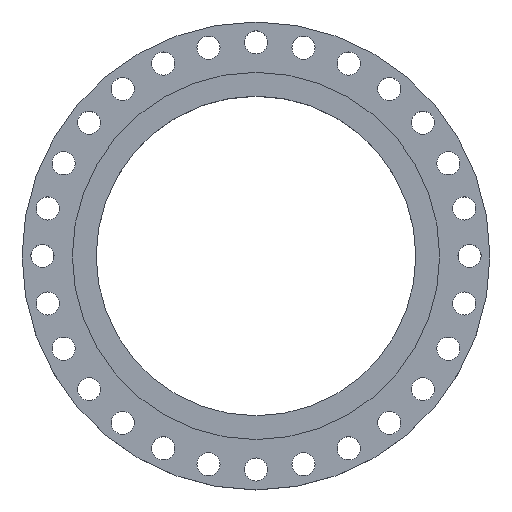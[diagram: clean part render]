
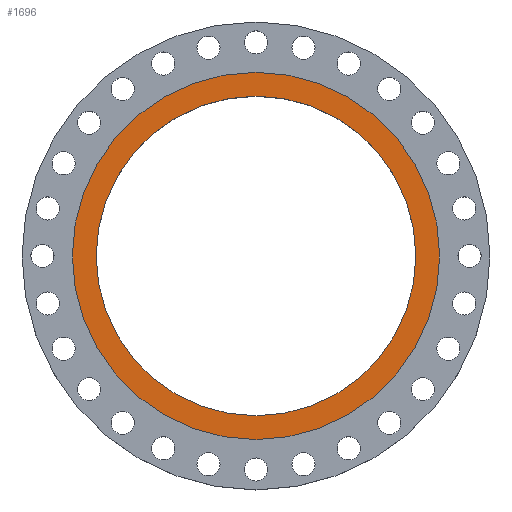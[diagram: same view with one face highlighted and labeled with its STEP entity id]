
A CAD part, top view. The second image highlights one B-rep face of the part: STEP entity #1696.
In plain terms, the highlighted planar face has unit normal (0, 0, 1).
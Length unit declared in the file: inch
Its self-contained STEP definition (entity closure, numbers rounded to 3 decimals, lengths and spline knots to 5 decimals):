
#70 = CARTESIAN_POINT ( 'NONE',  ( -14.6875, 0., 0. ) ) ;
#74 = FACE_OUTER_BOUND ( 'NONE', #1403, .T. ) ;
#133 = ORIENTED_EDGE ( 'NONE', *, *, #290, .T. ) ;
#290 = EDGE_CURVE ( 'NONE', #2462, #792, #1717, .T. ) ;
#321 = CARTESIAN_POINT ( 'NONE',  ( 0., 14.6875, 0. ) ) ;
#393 = AXIS2_PLACEMENT_3D ( 'NONE', #718, #1521, #2333 ) ;
#467 = DIRECTION ( 'NONE',  ( -1., 0., 0. ) ) ;
#523 = VERTEX_POINT ( 'NONE', #70 ) ;
#524 = CARTESIAN_POINT ( 'NONE',  ( 0., 0., 0. ) ) ;
#647 = CIRCLE ( 'NONE', #2318, 16.875 ) ;
#705 = CARTESIAN_POINT ( 'NONE',  ( 0., 0., 0. ) ) ;
#718 = CARTESIAN_POINT ( 'NONE',  ( 0., 0., 0. ) ) ;
#792 = VERTEX_POINT ( 'NONE', #974 ) ;
#804 = VERTEX_POINT ( 'NONE', #1214 ) ;
#908 = DIRECTION ( 'NONE',  ( 0., 0., -1. ) ) ;
#965 = AXIS2_PLACEMENT_3D ( 'NONE', #524, #1318, #2104 ) ;
#974 = CARTESIAN_POINT ( 'NONE',  ( -16.875, 0., 0. ) ) ;
#1038 = ORIENTED_EDGE ( 'NONE', *, *, #1291, .F. ) ;
#1170 = CARTESIAN_POINT ( 'NONE',  ( 0., 0., 0. ) ) ;
#1214 = CARTESIAN_POINT ( 'NONE',  ( 14.6875, 0., 0. ) ) ;
#1291 = EDGE_CURVE ( 'NONE', #804, #523, #2276, .T. ) ;
#1318 = DIRECTION ( 'NONE',  ( 0., 0., 1. ) ) ;
#1403 = EDGE_LOOP ( 'NONE', ( #133, #1940 ) ) ;
#1421 = ORIENTED_EDGE ( 'NONE', *, *, #1946, .F. ) ;
#1490 = DIRECTION ( 'NONE',  ( 0., 0., 1. ) ) ;
#1515 = CIRCLE ( 'NONE', #393, 14.6875 ) ;
#1521 = DIRECTION ( 'NONE',  ( 0., 0., 1. ) ) ;
#1577 = DIRECTION ( 'NONE',  ( 0., 0., 1. ) ) ;
#1696 = ADVANCED_FACE ( 'NONE', ( #1852, #74 ), #2450, .F. ) ;
#1717 = CIRCLE ( 'NONE', #2086, 16.875 ) ;
#1852 = FACE_BOUND ( 'NONE', #2480, .T. ) ;
#1940 = ORIENTED_EDGE ( 'NONE', *, *, #2191, .T. ) ;
#1946 = EDGE_CURVE ( 'NONE', #523, #804, #1515, .T. ) ;
#2069 = CARTESIAN_POINT ( 'NONE',  ( 16.875, 0., 0. ) ) ;
#2086 = AXIS2_PLACEMENT_3D ( 'NONE', #705, #1490, #2296 ) ;
#2104 = DIRECTION ( 'NONE',  ( 1., 0., 0. ) ) ;
#2182 = DIRECTION ( 'NONE',  ( 1., 0., 0. ) ) ;
#2191 = EDGE_CURVE ( 'NONE', #792, #2462, #647, .T. ) ;
#2225 = AXIS2_PLACEMENT_3D ( 'NONE', #321, #908, #467 ) ;
#2276 = CIRCLE ( 'NONE', #965, 14.6875 ) ;
#2296 = DIRECTION ( 'NONE',  ( 1., 0., 0. ) ) ;
#2318 = AXIS2_PLACEMENT_3D ( 'NONE', #1170, #1577, #2182 ) ;
#2333 = DIRECTION ( 'NONE',  ( 1., 0., 0. ) ) ;
#2450 = PLANE ( 'NONE',  #2225 ) ;
#2462 = VERTEX_POINT ( 'NONE', #2069 ) ;
#2480 = EDGE_LOOP ( 'NONE', ( #1038, #1421 ) ) ;
